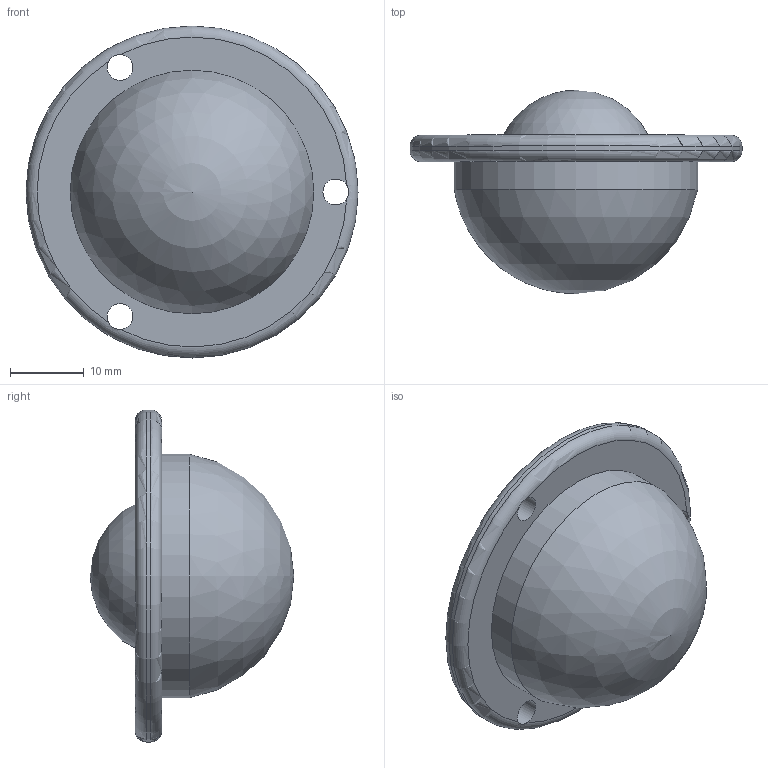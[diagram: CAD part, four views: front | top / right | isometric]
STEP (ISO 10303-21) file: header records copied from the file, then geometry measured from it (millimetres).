
FILE_DESCRIPTION( ( 'STEP AP214' ), '1' );
FILE_NAME( 'K0764.222.stp', '2020-12-10T08:54:54', ( '' ), ( '' ), ' ', 'PARTsolutions', ' ' );
FILE_SCHEMA( ( 'AUTOMOTIVE_DESIGN { 1 0 10303 214 1 1 1 1 }' ) );
Length unit declared in the file: millimetre
Products named in the file (1): _K0764.222
Bounding box: 45 x 27.6 x 45 mm (x, y, z)
Volume: 17234.7 mm3; surface area: 6090.8 mm2
Topology: 1 solids, 1 shells, 13 faces, 43 edges, 26 vertices
Faces by surface type: cylinder 5, sphere 3, torus 3, plane 2
Full cylindrical faces by diameter (mm): 3.5 x3, 33 x1, 45 x1
Entity records: 536 total; most frequent: CARTESIAN_POINT 114, DIRECTION 66, ORIENTED_EDGE 50, AXIS2_PLACEMENT_3D 33, EDGE_CURVE 25, EDGE_LOOP 24, FACE_OUTER_BOUND 22, VERTEX_POINT 21
